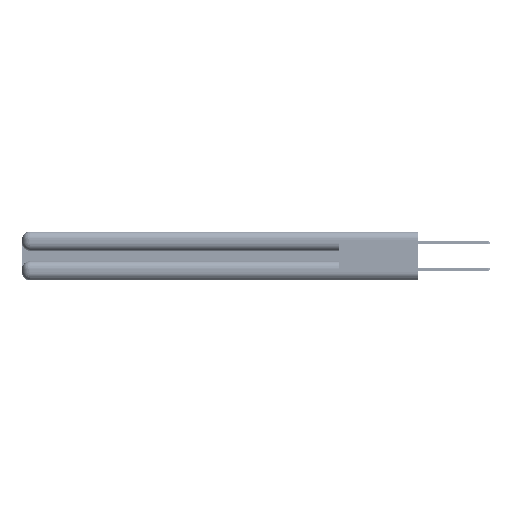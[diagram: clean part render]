
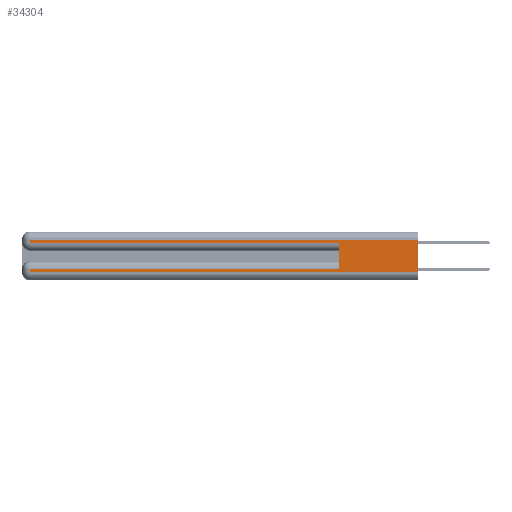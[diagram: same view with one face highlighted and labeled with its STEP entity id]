
A CAD part, left-side view. The second image highlights one B-rep face of the part: STEP entity #34304.
In plain terms, the highlighted planar face has unit normal (-1, 0, 0).
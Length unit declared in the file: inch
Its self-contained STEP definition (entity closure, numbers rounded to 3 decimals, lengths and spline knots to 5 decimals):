
#854 = EDGE_CURVE ( 'NONE', #12884, #14234, #4261, .T. ) ;
#1824 = VERTEX_POINT ( 'NONE', #29693 ) ;
#4114 = CARTESIAN_POINT ( 'NONE',  ( 0., 0., 0.06 ) ) ;
#4261 = LINE ( 'NONE', #4114, #49725 ) ;
#4909 = EDGE_CURVE ( 'NONE', #30362, #1824, #56155, .T. ) ;
#6164 = EDGE_CURVE ( 'NONE', #14212, #14234, #24404, .T. ) ;
#6237 = VECTOR ( 'NONE', #10514, 39.37008 ) ;
#6802 = DIRECTION ( 'NONE',  ( 0., -1., 0. ) ) ;
#7068 = CARTESIAN_POINT ( 'NONE',  ( 0., 2.94, 0.37 ) ) ;
#9384 = DIRECTION ( 'NONE',  ( 0., 1., 0. ) ) ;
#10514 = DIRECTION ( 'NONE',  ( 0., 1., 0. ) ) ;
#12303 = CARTESIAN_POINT ( 'NONE',  ( 0., 0.6, 0.145 ) ) ;
#12884 = VERTEX_POINT ( 'NONE', #24613 ) ;
#13416 = VECTOR ( 'NONE', #51759, 39.37008 ) ;
#13473 = EDGE_CURVE ( 'NONE', #14212, #30362, #51706, .T. ) ;
#14212 = VERTEX_POINT ( 'NONE', #52436 ) ;
#14234 = VERTEX_POINT ( 'NONE', #34192 ) ;
#14671 = EDGE_CURVE ( 'NONE', #1824, #41649, #33052, .T. ) ;
#15879 = FACE_OUTER_BOUND ( 'NONE', #38867, .T. ) ;
#16524 = VECTOR ( 'NONE', #6802, 39.37008 ) ;
#20881 = DIRECTION ( 'NONE',  ( 0., -1., 0. ) ) ;
#21767 = VERTEX_POINT ( 'NONE', #30281 ) ;
#23243 = EDGE_CURVE ( 'NONE', #23693, #41649, #31199, .T. ) ;
#23693 = VERTEX_POINT ( 'NONE', #41320 ) ;
#23957 = ORIENTED_EDGE ( 'NONE', *, *, #4909, .T. ) ;
#24164 = CARTESIAN_POINT ( 'NONE',  ( 0., 0., 0.31 ) ) ;
#24404 = LINE ( 'NONE', #52208, #46441 ) ;
#24502 = CARTESIAN_POINT ( 'NONE',  ( 0., 0., 0.285 ) ) ;
#24613 = CARTESIAN_POINT ( 'NONE',  ( 0., 2.94, 0.06 ) ) ;
#25655 = ORIENTED_EDGE ( 'NONE', *, *, #854, .T. ) ;
#26262 = CARTESIAN_POINT ( 'NONE',  ( 0., 2.94, 0.31 ) ) ;
#26496 = DIRECTION ( 'NONE',  ( 0., 0., -1. ) ) ;
#27292 = CARTESIAN_POINT ( 'NONE',  ( 0., 0., 0.085 ) ) ;
#29693 = CARTESIAN_POINT ( 'NONE',  ( 0., 2.94, 0.285 ) ) ;
#29887 = EDGE_CURVE ( 'NONE', #21767, #12884, #42471, .T. ) ;
#30281 = CARTESIAN_POINT ( 'NONE',  ( 0., 2.94, 0.085 ) ) ;
#30362 = VERTEX_POINT ( 'NONE', #26262 ) ;
#31199 = LINE ( 'NONE', #12303, #42231 ) ;
#31802 = EDGE_CURVE ( 'NONE', #23693, #21767, #31936, .T. ) ;
#31936 = LINE ( 'NONE', #27292, #56033 ) ;
#32101 = ORIENTED_EDGE ( 'NONE', *, *, #14671, .T. ) ;
#33052 = LINE ( 'NONE', #24502, #16524 ) ;
#33779 = AXIS2_PLACEMENT_3D ( 'NONE', #51474, #55554, #46656 ) ;
#34192 = CARTESIAN_POINT ( 'NONE',  ( 0., 0., 0.06 ) ) ;
#34304 = ADVANCED_FACE ( 'NONE', ( #15879 ), #37816, .F. ) ;
#34852 = ORIENTED_EDGE ( 'NONE', *, *, #13473, .T. ) ;
#34969 = ORIENTED_EDGE ( 'NONE', *, *, #29887, .T. ) ;
#37695 = ORIENTED_EDGE ( 'NONE', *, *, #23243, .F. ) ;
#37816 = PLANE ( 'NONE',  #33779 ) ;
#38421 = ORIENTED_EDGE ( 'NONE', *, *, #31802, .T. ) ;
#38867 = EDGE_LOOP ( 'NONE', ( #40211, #34852, #23957, #32101, #37695, #38421, #34969, #25655 ) ) ;
#39115 = DIRECTION ( 'NONE',  ( 0., 0., -1. ) ) ;
#40211 = ORIENTED_EDGE ( 'NONE', *, *, #6164, .F. ) ;
#41320 = CARTESIAN_POINT ( 'NONE',  ( 0., 0.6, 0.085 ) ) ;
#41649 = VERTEX_POINT ( 'NONE', #44960 ) ;
#42231 = VECTOR ( 'NONE', #47346, 39.37008 ) ;
#42471 = LINE ( 'NONE', #52887, #47930 ) ;
#44960 = CARTESIAN_POINT ( 'NONE',  ( 0., 0.6, 0.285 ) ) ;
#46441 = VECTOR ( 'NONE', #39115, 39.37008 ) ;
#46656 = DIRECTION ( 'NONE',  ( 0., 0., -1. ) ) ;
#47346 = DIRECTION ( 'NONE',  ( 0., 0., 1. ) ) ;
#47930 = VECTOR ( 'NONE', #26496, 39.37008 ) ;
#49725 = VECTOR ( 'NONE', #20881, 39.37008 ) ;
#51474 = CARTESIAN_POINT ( 'NONE',  ( 0., 0., 0.37 ) ) ;
#51706 = LINE ( 'NONE', #24164, #6237 ) ;
#51759 = DIRECTION ( 'NONE',  ( 0., 0., -1. ) ) ;
#52208 = CARTESIAN_POINT ( 'NONE',  ( 0., 0., 0.37 ) ) ;
#52436 = CARTESIAN_POINT ( 'NONE',  ( 0., 0., 0.31 ) ) ;
#52887 = CARTESIAN_POINT ( 'NONE',  ( 0., 2.94, 0.37 ) ) ;
#55554 = DIRECTION ( 'NONE',  ( 1., 0., 0. ) ) ;
#56033 = VECTOR ( 'NONE', #9384, 39.37008 ) ;
#56155 = LINE ( 'NONE', #7068, #13416 ) ;
